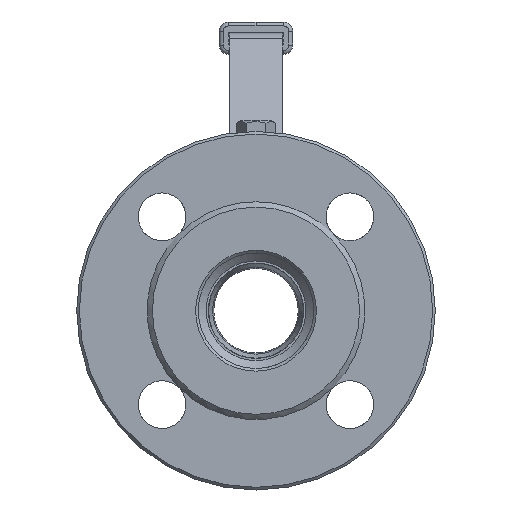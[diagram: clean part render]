
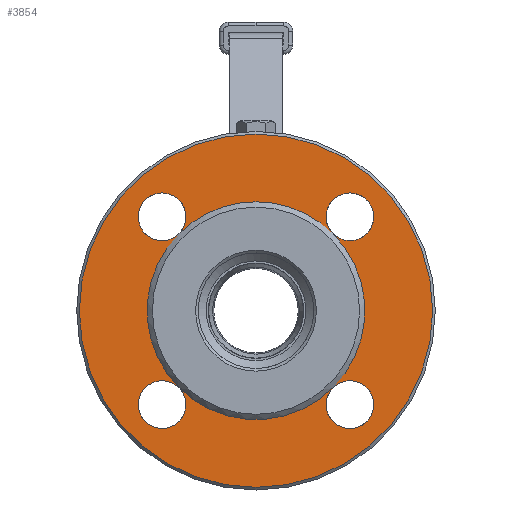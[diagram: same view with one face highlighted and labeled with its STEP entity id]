
A CAD part, front view. The second image highlights one B-rep face of the part: STEP entity #3854.
In plain terms, the highlighted planar face has unit normal (0, -1, 0).
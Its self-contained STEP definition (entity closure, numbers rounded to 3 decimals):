
#3704=CARTESIAN_POINT('',(0.,-14.,66.5));
#3705=VERTEX_POINT('',#3704);
#3712=CARTESIAN_POINT('',(-0.,-14.,-66.5));
#3713=VERTEX_POINT('',#3712);
#3714=CARTESIAN_POINT('',(0.,-14.,0.));
#3715=DIRECTION('',(0.,-1.,0.));
#3716=DIRECTION('',(0.,0.,-1.));
#3717=AXIS2_PLACEMENT_3D('',#3714,#3715,#3716);
#3718=CIRCLE('',#3717,66.5);
#3719=EDGE_CURVE('',#3713,#3705,#3718,.T.);
#3721=CARTESIAN_POINT('',(0.,-14.,0.));
#3722=DIRECTION('',(0.,-1.,0.));
#3723=DIRECTION('',(0.,0.,-1.));
#3724=AXIS2_PLACEMENT_3D('',#3721,#3722,#3723);
#3725=CIRCLE('',#3724,66.5);
#3726=EDGE_CURVE('',#3705,#3713,#3725,.T.);
#3734=CARTESIAN_POINT('',(0.,-14.,41.));
#3735=DIRECTION('',(0.,-1.,0.));
#3736=DIRECTION('',(0.,0.,-1.));
#3737=AXIS2_PLACEMENT_3D('',#3734,#3735,#3736);
#3738=PLANE('',#3737);
#3739=ORIENTED_EDGE('',*,*,#3719,.T.);
#3740=ORIENTED_EDGE('',*,*,#3726,.T.);
#3741=EDGE_LOOP('',(#3739,#3740));
#3742=FACE_BOUND('',#3741,.T.);
#3743=CARTESIAN_POINT('',(-28.991,-14.,28.991));
#3744=VERTEX_POINT('',#3743);
#3745=CARTESIAN_POINT('',(-28.991,-14.,-28.991));
#3746=VERTEX_POINT('',#3745);
#3747=CARTESIAN_POINT('',(0.,-14.,0.));
#3748=DIRECTION('',(0.,-1.,0.));
#3749=DIRECTION('',(0.,0.,-1.));
#3750=AXIS2_PLACEMENT_3D('',#3747,#3748,#3749);
#3751=CIRCLE('',#3750,41.);
#3752=EDGE_CURVE('',#3744,#3746,#3751,.T.);
#3753=ORIENTED_EDGE('',*,*,#3752,.F.);
#3754=CARTESIAN_POINT('',(-26.355,-14.,35.355));
#3755=VERTEX_POINT('',#3754);
#3756=CARTESIAN_POINT('',(-35.355,-14.,35.355));
#3757=DIRECTION('',(0.,-1.,0.));
#3758=DIRECTION('',(1.,0.,0.));
#3759=AXIS2_PLACEMENT_3D('',#3756,#3757,#3758);
#3760=CIRCLE('',#3759,9.);
#3761=EDGE_CURVE('',#3755,#3744,#3760,.T.);
#3762=ORIENTED_EDGE('',*,*,#3761,.F.);
#3763=CARTESIAN_POINT('',(-35.355,-14.,35.355));
#3764=DIRECTION('',(0.,-1.,0.));
#3765=DIRECTION('',(1.,0.,0.));
#3766=AXIS2_PLACEMENT_3D('',#3763,#3764,#3765);
#3767=CIRCLE('',#3766,9.);
#3768=EDGE_CURVE('',#3744,#3755,#3767,.T.);
#3769=ORIENTED_EDGE('',*,*,#3768,.F.);
#3770=CARTESIAN_POINT('',(0.,-14.,41.));
#3771=VERTEX_POINT('',#3770);
#3772=CARTESIAN_POINT('',(0.,-14.,0.));
#3773=DIRECTION('',(0.,-1.,0.));
#3774=DIRECTION('',(0.,0.,-1.));
#3775=AXIS2_PLACEMENT_3D('',#3772,#3773,#3774);
#3776=CIRCLE('',#3775,41.);
#3777=EDGE_CURVE('',#3771,#3744,#3776,.T.);
#3778=ORIENTED_EDGE('',*,*,#3777,.F.);
#3779=CARTESIAN_POINT('',(28.991,-14.,28.991));
#3780=VERTEX_POINT('',#3779);
#3781=CARTESIAN_POINT('',(0.,-14.,0.));
#3782=DIRECTION('',(0.,-1.,0.));
#3783=DIRECTION('',(0.,0.,-1.));
#3784=AXIS2_PLACEMENT_3D('',#3781,#3782,#3783);
#3785=CIRCLE('',#3784,41.);
#3786=EDGE_CURVE('',#3780,#3771,#3785,.T.);
#3787=ORIENTED_EDGE('',*,*,#3786,.F.);
#3788=CARTESIAN_POINT('',(44.355,-14.,35.355));
#3789=VERTEX_POINT('',#3788);
#3790=CARTESIAN_POINT('',(35.355,-14.,35.355));
#3791=DIRECTION('',(0.,-1.,0.));
#3792=DIRECTION('',(1.,0.,0.));
#3793=AXIS2_PLACEMENT_3D('',#3790,#3791,#3792);
#3794=CIRCLE('',#3793,9.);
#3795=EDGE_CURVE('',#3789,#3780,#3794,.T.);
#3796=ORIENTED_EDGE('',*,*,#3795,.F.);
#3797=CARTESIAN_POINT('',(35.355,-14.,35.355));
#3798=DIRECTION('',(0.,-1.,0.));
#3799=DIRECTION('',(1.,0.,0.));
#3800=AXIS2_PLACEMENT_3D('',#3797,#3798,#3799);
#3801=CIRCLE('',#3800,9.);
#3802=EDGE_CURVE('',#3780,#3789,#3801,.T.);
#3803=ORIENTED_EDGE('',*,*,#3802,.F.);
#3804=CARTESIAN_POINT('',(28.991,-14.,-28.991));
#3805=VERTEX_POINT('',#3804);
#3806=CARTESIAN_POINT('',(0.,-14.,0.));
#3807=DIRECTION('',(0.,-1.,0.));
#3808=DIRECTION('',(0.,0.,-1.));
#3809=AXIS2_PLACEMENT_3D('',#3806,#3807,#3808);
#3810=CIRCLE('',#3809,41.);
#3811=EDGE_CURVE('',#3805,#3780,#3810,.T.);
#3812=ORIENTED_EDGE('',*,*,#3811,.F.);
#3813=CARTESIAN_POINT('',(44.355,-14.,-35.355));
#3814=VERTEX_POINT('',#3813);
#3815=CARTESIAN_POINT('',(35.355,-14.,-35.355));
#3816=DIRECTION('',(0.,-1.,0.));
#3817=DIRECTION('',(1.,0.,0.));
#3818=AXIS2_PLACEMENT_3D('',#3815,#3816,#3817);
#3819=CIRCLE('',#3818,9.);
#3820=EDGE_CURVE('',#3814,#3805,#3819,.T.);
#3821=ORIENTED_EDGE('',*,*,#3820,.F.);
#3822=CARTESIAN_POINT('',(35.355,-14.,-35.355));
#3823=DIRECTION('',(0.,-1.,0.));
#3824=DIRECTION('',(1.,0.,0.));
#3825=AXIS2_PLACEMENT_3D('',#3822,#3823,#3824);
#3826=CIRCLE('',#3825,9.);
#3827=EDGE_CURVE('',#3805,#3814,#3826,.T.);
#3828=ORIENTED_EDGE('',*,*,#3827,.F.);
#3829=CARTESIAN_POINT('',(0.,-14.,0.));
#3830=DIRECTION('',(0.,-1.,0.));
#3831=DIRECTION('',(0.,0.,-1.));
#3832=AXIS2_PLACEMENT_3D('',#3829,#3830,#3831);
#3833=CIRCLE('',#3832,41.);
#3834=EDGE_CURVE('',#3746,#3805,#3833,.T.);
#3835=ORIENTED_EDGE('',*,*,#3834,.F.);
#3836=CARTESIAN_POINT('',(-26.355,-14.,-35.355));
#3837=VERTEX_POINT('',#3836);
#3838=CARTESIAN_POINT('',(-35.355,-14.,-35.355));
#3839=DIRECTION('',(0.,-1.,0.));
#3840=DIRECTION('',(1.,0.,0.));
#3841=AXIS2_PLACEMENT_3D('',#3838,#3839,#3840);
#3842=CIRCLE('',#3841,9.);
#3843=EDGE_CURVE('',#3837,#3746,#3842,.T.);
#3844=ORIENTED_EDGE('',*,*,#3843,.F.);
#3845=CARTESIAN_POINT('',(-35.355,-14.,-35.355));
#3846=DIRECTION('',(0.,-1.,0.));
#3847=DIRECTION('',(1.,0.,0.));
#3848=AXIS2_PLACEMENT_3D('',#3845,#3846,#3847);
#3849=CIRCLE('',#3848,9.);
#3850=EDGE_CURVE('',#3746,#3837,#3849,.T.);
#3851=ORIENTED_EDGE('',*,*,#3850,.F.);
#3852=EDGE_LOOP('',(#3753,#3762,#3769,#3778,#3787,#3796,#3803,#3812,#3821,#3828,#3835,#3844,#3851));
#3853=FACE_BOUND('',#3852,.T.);
#3854=ADVANCED_FACE('',(#3742,#3853),#3738,.T.);
